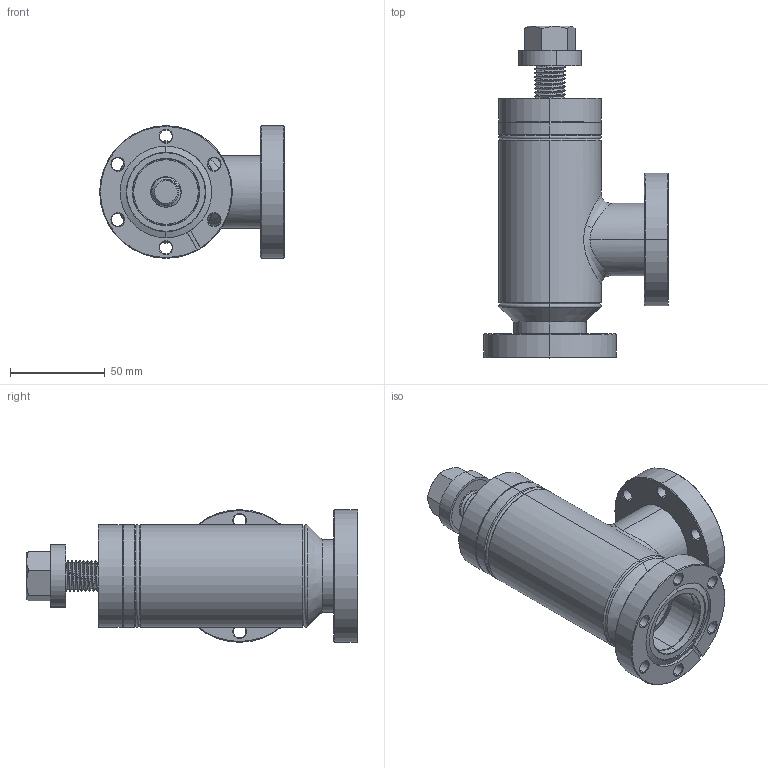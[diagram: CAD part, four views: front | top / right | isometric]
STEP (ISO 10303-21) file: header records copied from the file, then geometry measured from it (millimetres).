
FILE_DESCRIPTION (( 'STEP AP214' ), '1' );
FILE_NAME ('Hositrad_VMD-38CF35R.STEP', '2011-09-30T07:05:39', ( '' ), ( '' ), 'SwSTEP 2.0', 'SolidWorks 2011', '' );
FILE_SCHEMA (( 'AUTOMOTIVE_DESIGN' ));
Length unit declared in the file: millimetre
Products named in the file (4): NW35CF-Weld-38.1; Bolt; Body-VMD; Hositrad_VMD-38CF35R
Assembly tree (4 placements, depth 2):
  Hositrad_VMD-38CF35R
    NW35CF-Weld-38.1  x2
    Bolt
    Body-VMD
Bounding box: 97.5 x 175.21 x 70 mm (x, y, z)
Volume: 170744.8 mm3; surface area: 81875.2 mm2
Topology: 4 solids, 4 shells, 272 faces, 665 edges, 409 vertices
Faces by surface type: cylinder 132, cone 99, plane 31, bspline 6, torus 4
Entity records: 10219 total; most frequent: CARTESIAN_POINT 5467, ORIENTED_EDGE 1036, DIRECTION 917, EDGE_CURVE 518, AXIS2_PLACEMENT_3D 362, VERTEX_POINT 323, EDGE_LOOP 233, ADVANCED_FACE 208
